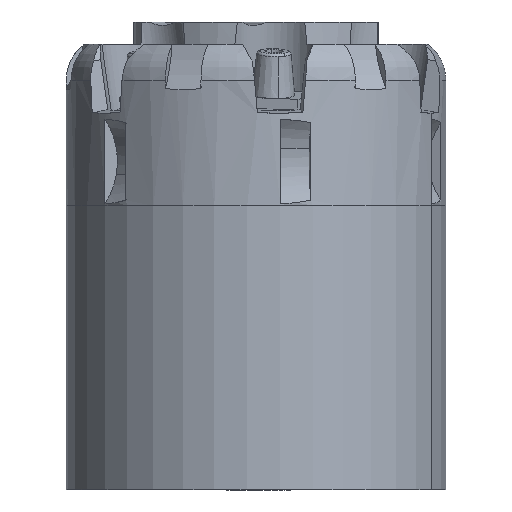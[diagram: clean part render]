
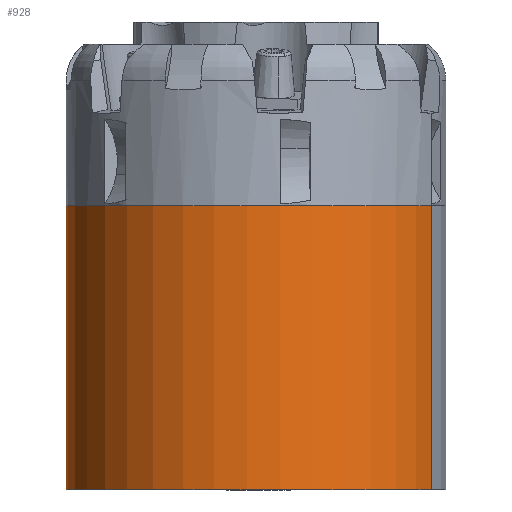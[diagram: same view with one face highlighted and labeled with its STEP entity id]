
A CAD part, left-side view. The second image highlights one B-rep face of the part: STEP entity #928.
In plain terms, the highlighted cylindrical face has radius 20.7 mm (diameter 41.4 mm), a partial arc.
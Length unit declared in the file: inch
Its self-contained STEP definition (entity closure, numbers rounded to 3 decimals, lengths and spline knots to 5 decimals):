
#4 = DIRECTION ( 'NONE',  ( -0.385, -0.923, 0. ) ) ;
#307 = CYLINDRICAL_SURFACE ( 'NONE', #4590, 0.81496 ) ;
#361 = EDGE_CURVE ( 'NONE', #17788, #23397, #15971, .T. ) ;
#644 = DIRECTION ( 'NONE',  ( 0., 0., 1. ) ) ;
#928 = ADVANCED_FACE ( 'NONE', ( #21363 ), #307, .T. ) ;
#1056 = CARTESIAN_POINT ( 'NONE',  ( 0.77805, 1.96298, 1.80964 ) ) ;
#1609 = EDGE_LOOP ( 'NONE', ( #1757, #11335, #4828, #6835 ) ) ;
#1757 = ORIENTED_EDGE ( 'NONE', *, *, #5088, .F. ) ;
#4590 = AXIS2_PLACEMENT_3D ( 'NONE', #21932, #16231, #4713 ) ;
#4713 = DIRECTION ( 'NONE',  ( -0.385, -0.923, 0. ) ) ;
#4828 = ORIENTED_EDGE ( 'NONE', *, *, #6866, .T. ) ;
#5032 = CARTESIAN_POINT ( 'NONE',  ( 0.77805, 1.96298, 1.59377 ) ) ;
#5088 = EDGE_CURVE ( 'NONE', #17788, #8938, #11632, .T. ) ;
#5105 = EDGE_CURVE ( 'NONE', #8938, #21237, #21088, .T. ) ;
#5209 = CARTESIAN_POINT ( 'NONE',  ( 0.46403, 1.21095, 0.58983 ) ) ;
#6835 = ORIENTED_EDGE ( 'NONE', *, *, #5105, .F. ) ;
#6866 = EDGE_CURVE ( 'NONE', #23397, #21237, #16525, .T. ) ;
#7025 = DIRECTION ( 'NONE',  ( 0., 0., 1. ) ) ;
#8938 = VERTEX_POINT ( 'NONE', #1056 ) ;
#10714 = CARTESIAN_POINT ( 'NONE',  ( 0.15001, 0.45892, 1.59377 ) ) ;
#11335 = ORIENTED_EDGE ( 'NONE', *, *, #361, .T. ) ;
#11444 = VECTOR ( 'NONE', #22257, 39.37008 ) ;
#11632 = LINE ( 'NONE', #5032, #11444 ) ;
#12006 = VECTOR ( 'NONE', #22250, 39.37008 ) ;
#15390 = CARTESIAN_POINT ( 'NONE',  ( 0.77805, 1.96298, 0.58983 ) ) ;
#15971 = CIRCLE ( 'NONE', #19724, 0.81496 ) ;
#16231 = DIRECTION ( 'NONE',  ( 0., 0., 1. ) ) ;
#16492 = CARTESIAN_POINT ( 'NONE',  ( 0.15001, 0.45892, 1.80964 ) ) ;
#16525 = LINE ( 'NONE', #10714, #12006 ) ;
#16774 = CARTESIAN_POINT ( 'NONE',  ( 0.15001, 0.45892, 0.58983 ) ) ;
#17788 = VERTEX_POINT ( 'NONE', #15390 ) ;
#18555 = CARTESIAN_POINT ( 'NONE',  ( 0.46403, 1.21095, 1.80964 ) ) ;
#19238 = AXIS2_PLACEMENT_3D ( 'NONE', #18555, #7025, #20501 ) ;
#19724 = AXIS2_PLACEMENT_3D ( 'NONE', #5209, #644, #4 ) ;
#20501 = DIRECTION ( 'NONE',  ( -1., 0., 0. ) ) ;
#21088 = CIRCLE ( 'NONE', #19238, 0.81496 ) ;
#21237 = VERTEX_POINT ( 'NONE', #16492 ) ;
#21363 = FACE_OUTER_BOUND ( 'NONE', #1609, .T. ) ;
#21932 = CARTESIAN_POINT ( 'NONE',  ( 0.46403, 1.21095, 1.59377 ) ) ;
#22250 = DIRECTION ( 'NONE',  ( 0., 0., 1. ) ) ;
#22257 = DIRECTION ( 'NONE',  ( 0., 0., 1. ) ) ;
#23397 = VERTEX_POINT ( 'NONE', #16774 ) ;
